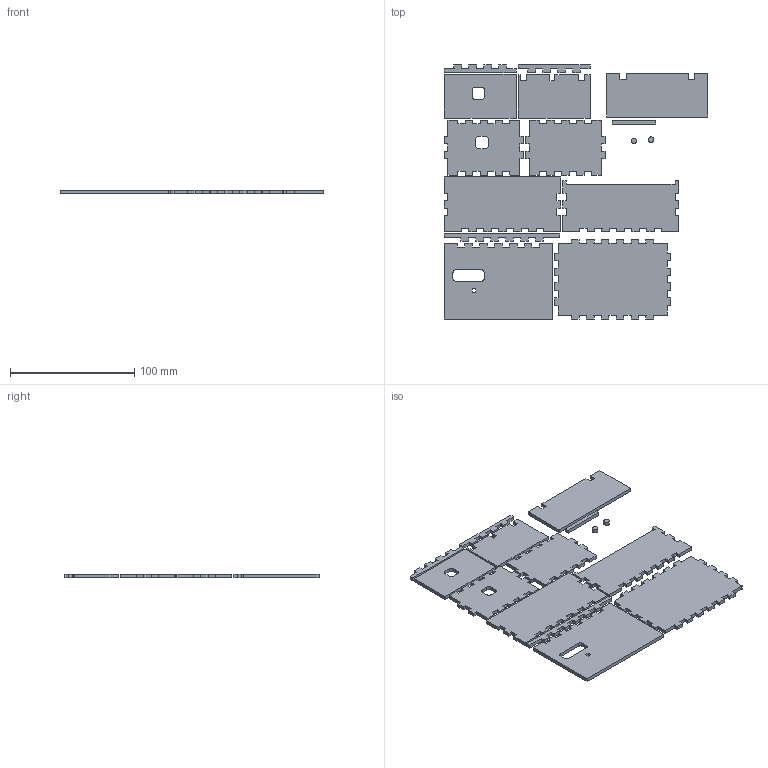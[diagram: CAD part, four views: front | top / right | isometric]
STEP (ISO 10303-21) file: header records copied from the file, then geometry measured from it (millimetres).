
FILE_DESCRIPTION(/* description */ (''),/* implementation_level */ '2;1');
FILE_NAME(/* name */ 'c107d663-7e56-44ea-903a-efdb34f8becc.stp',/* time_stamp */ '2024-01-28T23:55:57Z',/* author */ (''),/* organization */ (''),/* preprocessor_version */ 'ST-DEVELOPER v20',/* originating_system */ 'Autodesk Translation Framework v12.20.1.177',/* authorisation */ '');
FILE_SCHEMA (('AUTOMOTIVE_DESIGN { 1 0 10303 214 3 1 1 }'));
Length unit declared in the file: millimetre
Products named in the file (1): psa-assembly
Bounding box: 212.1 x 204.5 x 3 mm (x, y, z)
Volume: 91576.1 mm3; surface area: 71286.9 mm2
Topology: 15 solids, 15 shells, 1933 faces, 5709 edges, 3466 vertices
Faces by surface type: plane 1919, cylinder 14
Full cylindrical faces by diameter (mm): 4.5 x2
Entity records: 62486 total; most frequent: ORIENTED_EDGE 11418, CARTESIAN_POINT 11109, DIRECTION 9605, EDGE_CURVE 5709, LINE 5681, VECTOR 5681, VERTEX_POINT 3466, AXIS2_PLACEMENT_3D 1962
